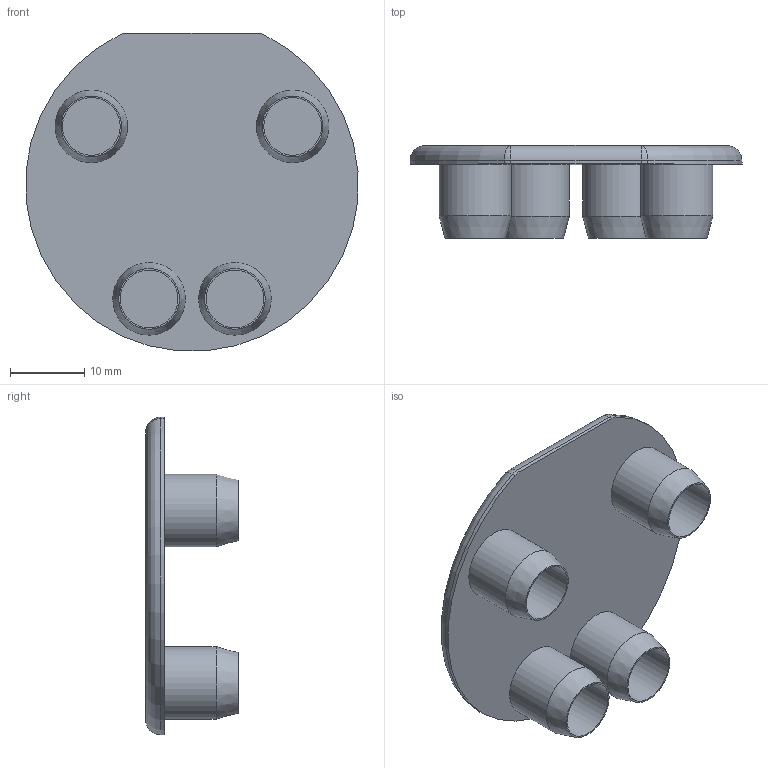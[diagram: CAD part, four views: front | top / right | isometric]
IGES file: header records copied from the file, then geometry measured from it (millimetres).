
Global section: file name: 224345.stp.ipt; native system: Autodesk Inventor 2014; preprocessor: unknown; author: zeman; date: 20151020.095819; units: millimetre
Bounding box: 44.85 x 12.5 x 42.91 mm (x, y, z)
Volume: 4760.6 mm3; surface area: 5462.7 mm2
Topology: 1 solids, 1 shells, 30 faces, 52 edges, 30 vertices
Faces by surface type: plane 11, cylinder 8, revolution 5, cone 4, sphere 2
Full cylindrical faces by diameter (mm): 9.8 x4
